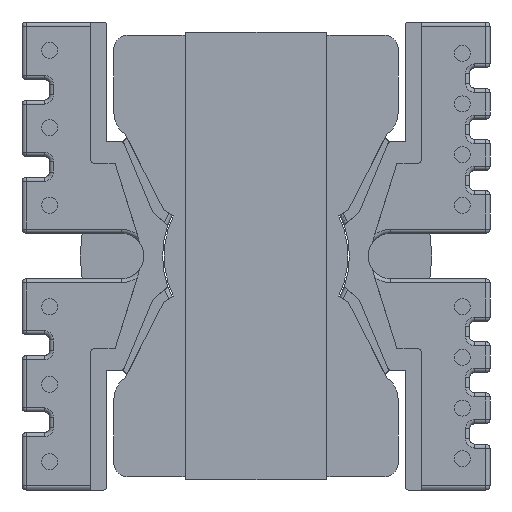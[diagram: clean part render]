
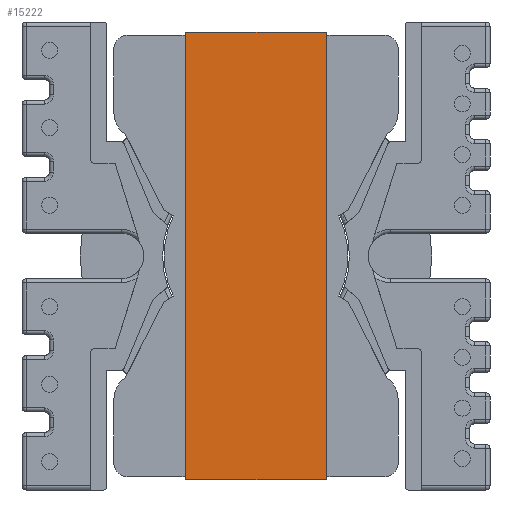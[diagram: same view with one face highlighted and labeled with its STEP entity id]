
A CAD part, front view. The second image highlights one B-rep face of the part: STEP entity #15222.
In plain terms, the highlighted face is planar.
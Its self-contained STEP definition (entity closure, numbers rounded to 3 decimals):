
#137 = EDGE_CURVE ( 'NONE', #12596, #16885, #6155, .T. ) ;
#186 = CARTESIAN_POINT ( 'NONE',  ( 16.54, -21.86, -6.89 ) ) ;
#509 = EDGE_CURVE ( 'NONE', #15978, #16885, #3869, .T. ) ;
#2338 = CARTESIAN_POINT ( 'NONE',  ( 16.54, 0.16, -6.89 ) ) ;
#2385 = ORIENTED_EDGE ( 'NONE', *, *, #9209, .F. ) ;
#2767 = ORIENTED_EDGE ( 'NONE', *, *, #509, .F. ) ;
#3107 = AXIS2_PLACEMENT_3D ( 'NONE', #5358, #14580, #6730 ) ;
#3616 = VERTEX_POINT ( 'NONE', #11129 ) ;
#3869 = LINE ( 'NONE', #11614, #13940 ) ;
#4077 = PLANE ( 'NONE',  #3107 ) ;
#4621 = CARTESIAN_POINT ( 'NONE',  ( 16.54, 0.16, -6.89 ) ) ;
#4708 = ORIENTED_EDGE ( 'NONE', *, *, #12116, .T. ) ;
#5358 = CARTESIAN_POINT ( 'NONE',  ( 16.54, 0.16, -6.89 ) ) ;
#5469 = CARTESIAN_POINT ( 'NONE',  ( 16.54, 0.16, 0. ) ) ;
#5910 = VECTOR ( 'NONE', #9448, 1000. ) ;
#6155 = LINE ( 'NONE', #10887, #12706 ) ;
#6302 = VECTOR ( 'NONE', #14198, 1000. ) ;
#6707 = LINE ( 'NONE', #2338, #6302 ) ;
#6730 = DIRECTION ( 'NONE',  ( 0., 1., 0. ) ) ;
#7435 = EDGE_LOOP ( 'NONE', ( #2767, #2385, #4708, #16177 ) ) ;
#9209 = EDGE_CURVE ( 'NONE', #3616, #15978, #10199, .T. ) ;
#9448 = DIRECTION ( 'NONE',  ( 0., 0., 1. ) ) ;
#10199 = LINE ( 'NONE', #186, #5910 ) ;
#10887 = CARTESIAN_POINT ( 'NONE',  ( 16.54, 0.16, -6.89 ) ) ;
#11129 = CARTESIAN_POINT ( 'NONE',  ( 16.54, -21.86, -6.89 ) ) ;
#11614 = CARTESIAN_POINT ( 'NONE',  ( 16.54, 0.16, 0. ) ) ;
#12116 = EDGE_CURVE ( 'NONE', #3616, #12596, #6707, .T. ) ;
#12596 = VERTEX_POINT ( 'NONE', #4621 ) ;
#12706 = VECTOR ( 'NONE', #13518, 1000. ) ;
#13518 = DIRECTION ( 'NONE',  ( 0., 0., 1. ) ) ;
#13937 = CARTESIAN_POINT ( 'NONE',  ( 16.54, -21.86, 0. ) ) ;
#13940 = VECTOR ( 'NONE', #16765, 1000. ) ;
#14198 = DIRECTION ( 'NONE',  ( 0., 1., 0. ) ) ;
#14580 = DIRECTION ( 'NONE',  ( 1., 0., 0. ) ) ;
#15222 = ADVANCED_FACE ( 'NONE', ( #15630 ), #4077, .T. ) ;
#15630 = FACE_OUTER_BOUND ( 'NONE', #7435, .T. ) ;
#15978 = VERTEX_POINT ( 'NONE', #13937 ) ;
#16177 = ORIENTED_EDGE ( 'NONE', *, *, #137, .T. ) ;
#16765 = DIRECTION ( 'NONE',  ( 0., 1., 0. ) ) ;
#16885 = VERTEX_POINT ( 'NONE', #5469 ) ;
